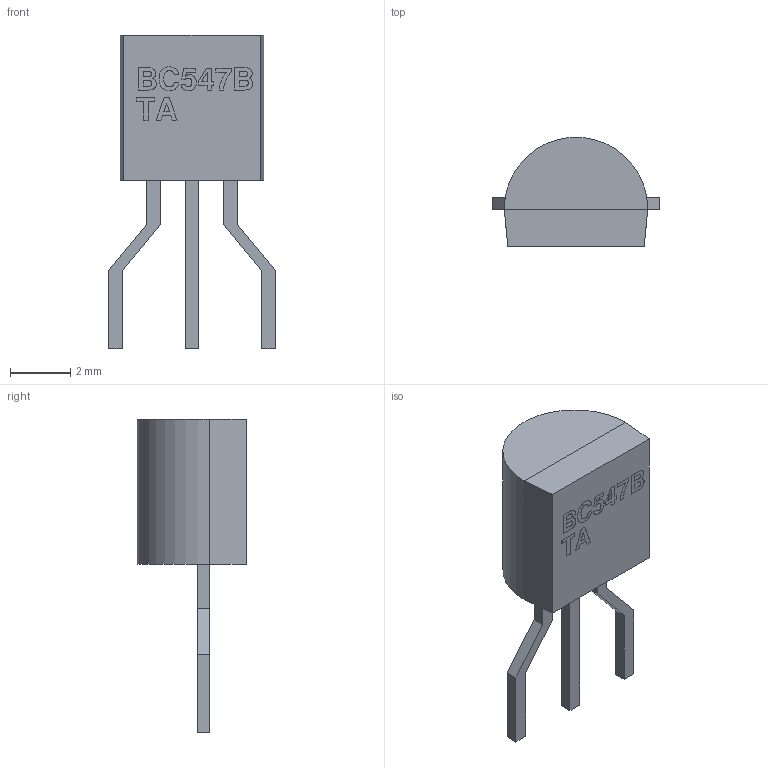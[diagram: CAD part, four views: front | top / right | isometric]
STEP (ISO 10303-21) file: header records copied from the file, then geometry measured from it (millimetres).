
FILE_DESCRIPTION(('FreeCAD Model'),'2;1');
FILE_NAME('ON_Semi_BC547BTA.step','2019-07-21T01:40:45',('Author'),(''), 'Open CASCADE STEP processor 7.3','FreeCAD','Unknown');
FILE_SCHEMA(('AUTOMOTIVE_DESIGN { 1 0 10303 214 1 1 1 1 }'));
Length unit declared in the file: millimetre
Products named in the file (1): BC547BTA
Bounding box: 5.54 x 3.62 x 10.41 mm (x, y, z)
Volume: 73.9 mm3; surface area: 129.3 mm2
Topology: 1 solids, 1 shells, 172 faces, 458 edges, 302 vertices
Faces by surface type: plane 109, extrusion 62, cylinder 1
Entity records: 6565 total; most frequent: CARTESIAN_POINT 1305, ORIENTED_EDGE 916, DIRECTION 620, EDGE_CURVE 458, VECTOR 394, LINE 332, VERTEX_POINT 302, FACE_BOUND 186
